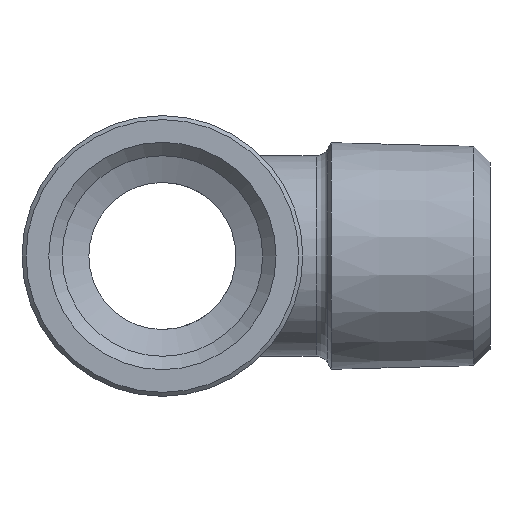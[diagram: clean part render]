
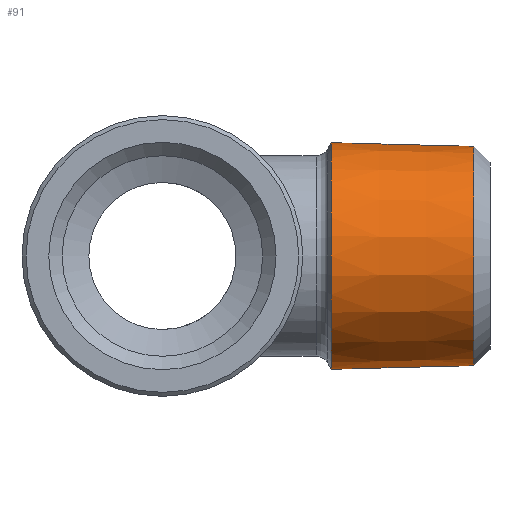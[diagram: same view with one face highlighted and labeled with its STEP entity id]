
A CAD part, left-side view. The second image highlights one B-rep face of the part: STEP entity #91.
In plain terms, the highlighted conical face has half-angle 1.47 degrees and reference radius 8.5 mm.
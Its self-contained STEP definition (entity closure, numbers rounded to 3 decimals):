
#91 = ADVANCED_FACE( 'NONE', ( #238, #239 ), #240, .T. );
#238 = FACE_OUTER_BOUND( '', #670, .T. );
#239 = FACE_BOUND( '', #671, .T. );
#240 = CONICAL_SURFACE( '', #672, 8.5, 0.026 );
#670 = EDGE_LOOP( '', ( #1324 ) );
#671 = EDGE_LOOP( '', ( #1325 ) );
#672 = AXIS2_PLACEMENT_3D( '', #1326, #1327, #1328 );
#1324 = ORIENTED_EDGE( '', *, *, #2131, .F. );
#1325 = ORIENTED_EDGE( '', *, *, #2132, .F. );
#1326 = CARTESIAN_POINT( '', ( 0., -11.5, 0. ) );
#1327 = DIRECTION( '', ( 0., 1., 0. ) );
#1328 = DIRECTION( '', ( 0., 0., 1. ) );
#2131 = EDGE_CURVE( 'NONE', #2469, #2469, #2470, .T. );
#2132 = EDGE_CURVE( 'NONE', #2471, #2471, #2472, .T. );
#2469 = VERTEX_POINT( '', #3192 );
#2470 = CIRCLE( '', #3193, 8.471 );
#2471 = VERTEX_POINT( '', #3194 );
#2472 = CIRCLE( '', #3195, 8.198 );
#3192 = CARTESIAN_POINT( '', ( 0., -12.638, 8.471 ) );
#3193 = AXIS2_PLACEMENT_3D( '', #3784, #3785, #3786 );
#3194 = CARTESIAN_POINT( '', ( 0., -23.3, -8.198 ) );
#3195 = AXIS2_PLACEMENT_3D( '', #3787, #3788, #3789 );
#3784 = CARTESIAN_POINT( '', ( 0., -12.638, 0. ) );
#3785 = DIRECTION( '', ( 0., 1., 0. ) );
#3786 = DIRECTION( '', ( 0., 0., 1. ) );
#3787 = CARTESIAN_POINT( '', ( 0., -23.3, 0. ) );
#3788 = DIRECTION( '', ( 0., -1., 0. ) );
#3789 = DIRECTION( '', ( 0., 0., -1. ) );
